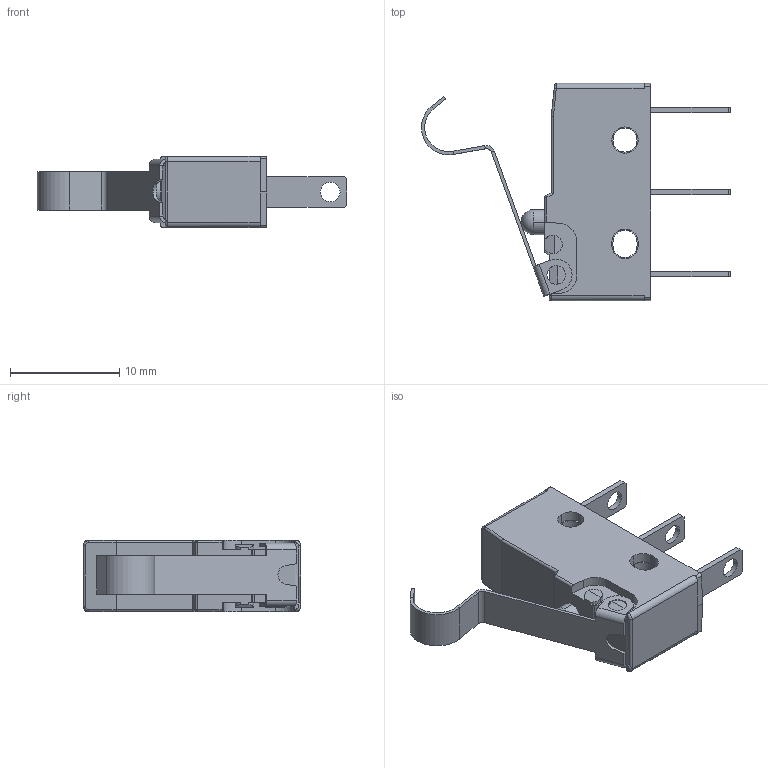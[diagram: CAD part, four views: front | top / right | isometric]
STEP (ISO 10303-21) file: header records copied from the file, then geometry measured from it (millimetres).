
FILE_DESCRIPTION(('STEP AP214'),'1');
FILE_NAME('cctmp_74B949DB-A429-4E1E-BBD8-3E5462E05E9B_2023_04_14_01_07_07_0377..stp','2023-04-13T23:07:08',('SIEMENS A&D'),('CADClick - www.CADClick.com'),'Spatial InterOp 3D postprocessed',' ','unknown authorization');
FILE_SCHEMA(('AUTOMOTIVE_DESIGN'));
Length unit declared in the file: millimetre
Products named in the file (1): 2023_04_14_01_07_07_0361
Bounding box: 28.31 x 19.9 x 6.5 mm (x, y, z)
Volume: 1167.6 mm3; surface area: 1262.7 mm2
Topology: 1 solids, 2 shells, 343 faces, 915 edges, 580 vertices
Faces by surface type: plane 180, cylinder 109, extrusion 34, torus 12, sphere 4, bspline 2, revolution 2
Entity records: 12231 total; most frequent: CARTESIAN_POINT 2602, ORIENTED_EDGE 1822, DIRECTION 1710, EDGE_CURVE 911, VECTOR 600, VERTEX_POINT 580, LINE 566, AXIS2_PLACEMENT_3D 554
